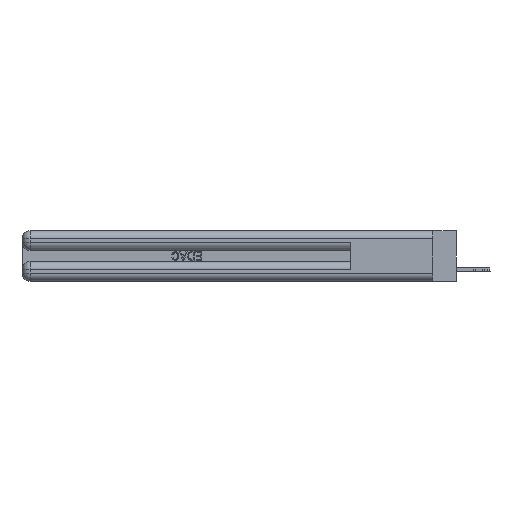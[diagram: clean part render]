
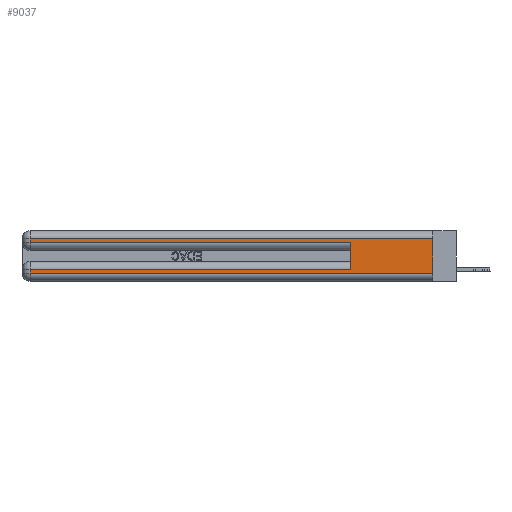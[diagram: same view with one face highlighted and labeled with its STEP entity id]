
A CAD part, left-side view. The second image highlights one B-rep face of the part: STEP entity #9037.
In plain terms, the highlighted planar face has unit normal (-1, 0, 0).
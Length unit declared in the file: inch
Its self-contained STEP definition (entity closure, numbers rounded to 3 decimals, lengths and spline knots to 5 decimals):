
#88 = VECTOR ( 'NONE', #35965, 39.37008 ) ;
#2917 = EDGE_CURVE ( 'NONE', #44066, #34086, #5868, .T. ) ;
#3389 = DIRECTION ( 'NONE',  ( 0., 1., 0. ) ) ;
#3600 = ORIENTED_EDGE ( 'NONE', *, *, #4222, .T. ) ;
#3939 = EDGE_LOOP ( 'NONE', ( #47848, #3600, #28642, #8706, #14059, #12114, #27755, #45350 ) ) ;
#4222 = EDGE_CURVE ( 'NONE', #14484, #13989, #25188, .T. ) ;
#4850 = CARTESIAN_POINT ( 'NONE',  ( 0., 2.94, 0.37 ) ) ;
#5352 = CARTESIAN_POINT ( 'NONE',  ( 0., 0., 0.31 ) ) ;
#5868 = LINE ( 'NONE', #48398, #26014 ) ;
#6329 = DIRECTION ( 'NONE',  ( 0., 0., -1. ) ) ;
#6603 = CARTESIAN_POINT ( 'NONE',  ( 0., 0.6, 0.085 ) ) ;
#7316 = VECTOR ( 'NONE', #35157, 39.37008 ) ;
#7517 = EDGE_CURVE ( 'NONE', #27507, #15238, #8403, .T. ) ;
#8403 = LINE ( 'NONE', #22023, #21230 ) ;
#8588 = CARTESIAN_POINT ( 'NONE',  ( 0., 0., 0.37 ) ) ;
#8706 = ORIENTED_EDGE ( 'NONE', *, *, #41122, .T. ) ;
#9037 = ADVANCED_FACE ( 'NONE', ( #37123 ), #28721, .F. ) ;
#9178 = LINE ( 'NONE', #4850, #88 ) ;
#9660 = CARTESIAN_POINT ( 'NONE',  ( 0., 0., 0.285 ) ) ;
#10064 = VECTOR ( 'NONE', #6329, 39.37008 ) ;
#10567 = LINE ( 'NONE', #9660, #37322 ) ;
#12114 = ORIENTED_EDGE ( 'NONE', *, *, #39757, .T. ) ;
#13989 = VERTEX_POINT ( 'NONE', #21601 ) ;
#14059 = ORIENTED_EDGE ( 'NONE', *, *, #2917, .F. ) ;
#14484 = VERTEX_POINT ( 'NONE', #5352 ) ;
#15238 = VERTEX_POINT ( 'NONE', #24673 ) ;
#16960 = EDGE_CURVE ( 'NONE', #37334, #27507, #9178, .T. ) ;
#17403 = AXIS2_PLACEMENT_3D ( 'NONE', #8588, #26533, #46589 ) ;
#17436 = VECTOR ( 'NONE', #35261, 39.37008 ) ;
#21230 = VECTOR ( 'NONE', #35040, 39.37008 ) ;
#21399 = DIRECTION ( 'NONE',  ( 0., -1., 0. ) ) ;
#21601 = CARTESIAN_POINT ( 'NONE',  ( 0., 2.94, 0.31 ) ) ;
#22023 = CARTESIAN_POINT ( 'NONE',  ( 0., 0., 0.06 ) ) ;
#22520 = LINE ( 'NONE', #50085, #7316 ) ;
#24673 = CARTESIAN_POINT ( 'NONE',  ( 0., 0., 0.06 ) ) ;
#24739 = CARTESIAN_POINT ( 'NONE',  ( 0., 2.94, 0.06 ) ) ;
#25070 = DIRECTION ( 'NONE',  ( 0., 0., 1. ) ) ;
#25188 = LINE ( 'NONE', #45964, #44071 ) ;
#26014 = VECTOR ( 'NONE', #25070, 39.37008 ) ;
#26533 = DIRECTION ( 'NONE',  ( 1., 0., 0. ) ) ;
#27177 = EDGE_CURVE ( 'NONE', #14484, #15238, #31901, .T. ) ;
#27507 = VERTEX_POINT ( 'NONE', #24739 ) ;
#27755 = ORIENTED_EDGE ( 'NONE', *, *, #16960, .T. ) ;
#27990 = EDGE_CURVE ( 'NONE', #13989, #34224, #36889, .T. ) ;
#28629 = CARTESIAN_POINT ( 'NONE',  ( 0., 2.94, 0.085 ) ) ;
#28642 = ORIENTED_EDGE ( 'NONE', *, *, #27990, .T. ) ;
#28721 = PLANE ( 'NONE',  #17403 ) ;
#31405 = CARTESIAN_POINT ( 'NONE',  ( 0., 2.94, 0.37 ) ) ;
#31901 = LINE ( 'NONE', #34628, #10064 ) ;
#34086 = VERTEX_POINT ( 'NONE', #45051 ) ;
#34224 = VERTEX_POINT ( 'NONE', #40802 ) ;
#34628 = CARTESIAN_POINT ( 'NONE',  ( 0., 0., 0.37 ) ) ;
#35040 = DIRECTION ( 'NONE',  ( 0., -1., 0. ) ) ;
#35157 = DIRECTION ( 'NONE',  ( 0., 1., 0. ) ) ;
#35261 = DIRECTION ( 'NONE',  ( 0., 0., -1. ) ) ;
#35965 = DIRECTION ( 'NONE',  ( 0., 0., -1. ) ) ;
#36889 = LINE ( 'NONE', #31405, #17436 ) ;
#37123 = FACE_OUTER_BOUND ( 'NONE', #3939, .T. ) ;
#37322 = VECTOR ( 'NONE', #21399, 39.37008 ) ;
#37334 = VERTEX_POINT ( 'NONE', #28629 ) ;
#39757 = EDGE_CURVE ( 'NONE', #44066, #37334, #22520, .T. ) ;
#40802 = CARTESIAN_POINT ( 'NONE',  ( 0., 2.94, 0.285 ) ) ;
#41122 = EDGE_CURVE ( 'NONE', #34224, #34086, #10567, .T. ) ;
#44066 = VERTEX_POINT ( 'NONE', #6603 ) ;
#44071 = VECTOR ( 'NONE', #3389, 39.37008 ) ;
#45051 = CARTESIAN_POINT ( 'NONE',  ( 0., 0.6, 0.285 ) ) ;
#45350 = ORIENTED_EDGE ( 'NONE', *, *, #7517, .T. ) ;
#45964 = CARTESIAN_POINT ( 'NONE',  ( 0., 0., 0.31 ) ) ;
#46589 = DIRECTION ( 'NONE',  ( 0., 0., -1. ) ) ;
#47848 = ORIENTED_EDGE ( 'NONE', *, *, #27177, .F. ) ;
#48398 = CARTESIAN_POINT ( 'NONE',  ( 0., 0.6, 0.145 ) ) ;
#50085 = CARTESIAN_POINT ( 'NONE',  ( 0., 0., 0.085 ) ) ;
